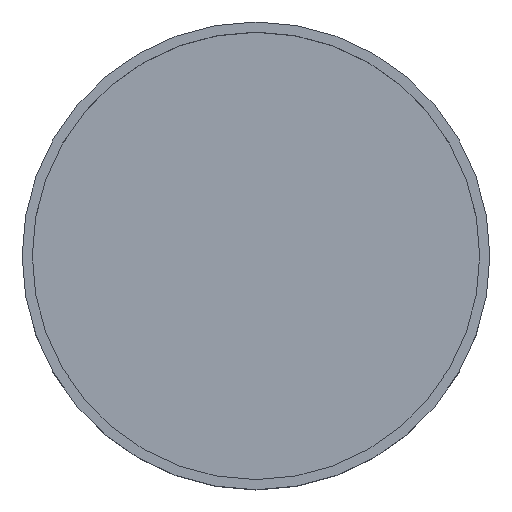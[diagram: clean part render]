
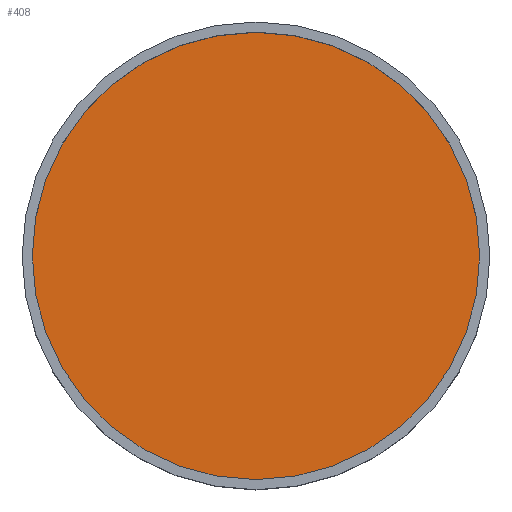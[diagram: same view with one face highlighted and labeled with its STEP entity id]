
A CAD part, top view. The second image highlights one B-rep face of the part: STEP entity #408.
In plain terms, the highlighted planar face has unit normal (0, 0, 1).
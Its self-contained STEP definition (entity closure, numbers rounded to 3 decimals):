
#10 = AXIS2_PLACEMENT_3D ( 'NONE', #161, #124, #383 ) ;
#47 = CIRCLE ( 'NONE', #10, 11. ) ;
#67 = EDGE_CURVE ( 'NONE', #416, #224, #47, .T. ) ;
#111 = CARTESIAN_POINT ( 'NONE',  ( 0., 0., 2. ) ) ;
#124 = DIRECTION ( 'NONE',  ( 0., 0., -1. ) ) ;
#139 = AXIS2_PLACEMENT_3D ( 'NONE', #111, #403, #183 ) ;
#142 = CIRCLE ( 'NONE', #139, 11. ) ;
#161 = CARTESIAN_POINT ( 'NONE',  ( 0., 0., 2. ) ) ;
#179 = FACE_OUTER_BOUND ( 'NONE', #280, .T. ) ;
#183 = DIRECTION ( 'NONE',  ( 1., 0., 0. ) ) ;
#188 = CARTESIAN_POINT ( 'NONE',  ( 0., 0., 2. ) ) ;
#211 = AXIS2_PLACEMENT_3D ( 'NONE', #188, #254, #321 ) ;
#224 = VERTEX_POINT ( 'NONE', #345 ) ;
#246 = ORIENTED_EDGE ( 'NONE', *, *, #67, .F. ) ;
#254 = DIRECTION ( 'NONE',  ( 0., 0., 1. ) ) ;
#280 = EDGE_LOOP ( 'NONE', ( #333, #246 ) ) ;
#309 = EDGE_CURVE ( 'NONE', #224, #416, #142, .T. ) ;
#314 = CARTESIAN_POINT ( 'NONE',  ( 11., 0., 2. ) ) ;
#321 = DIRECTION ( 'NONE',  ( 1., 0., 0. ) ) ;
#333 = ORIENTED_EDGE ( 'NONE', *, *, #309, .F. ) ;
#345 = CARTESIAN_POINT ( 'NONE',  ( -11., 0., 2. ) ) ;
#383 = DIRECTION ( 'NONE',  ( 1., 0., 0. ) ) ;
#403 = DIRECTION ( 'NONE',  ( 0., 0., -1. ) ) ;
#407 = PLANE ( 'NONE',  #211 ) ;
#408 = ADVANCED_FACE ( 'NONE', ( #179 ), #407, .T. ) ;
#416 = VERTEX_POINT ( 'NONE', #314 ) ;
